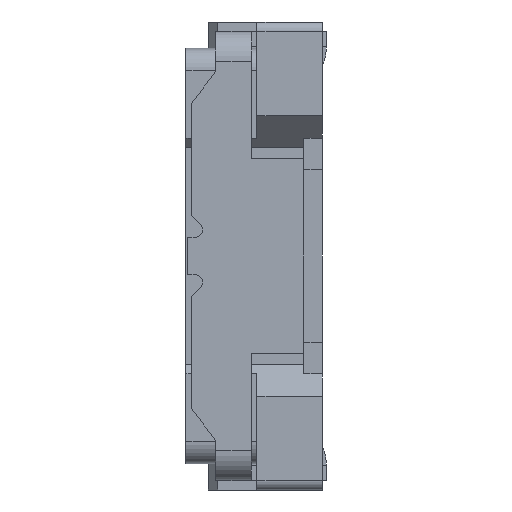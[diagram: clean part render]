
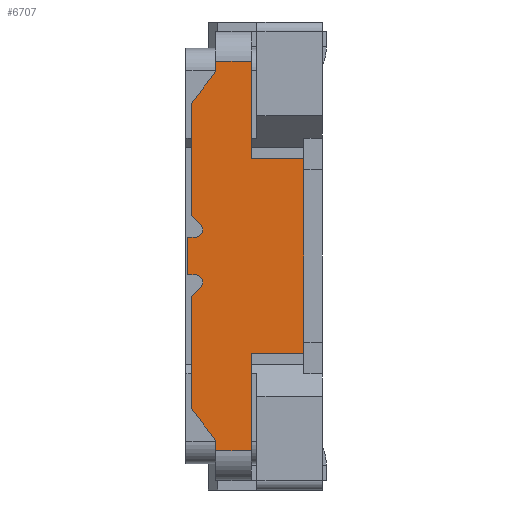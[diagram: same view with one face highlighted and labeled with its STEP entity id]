
A CAD part, left-side view. The second image highlights one B-rep face of the part: STEP entity #6707.
In plain terms, the highlighted planar face has unit normal (-1, 0, 0).
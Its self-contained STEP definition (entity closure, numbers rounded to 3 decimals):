
#374=DIRECTION('',(0.,0.,1.));
#375=VECTOR('',#374,0.52);
#376=CARTESIAN_POINT('',(-2.06,0.38,0.52));
#377=LINE('',#376,#375);
#383=DIRECTION('',(0.,0.,1.));
#384=VECTOR('',#383,0.52);
#385=CARTESIAN_POINT('',(-2.06,0.38,-1.04));
#386=LINE('',#385,#384);
#749=DIRECTION('',(0.,0.,-1.));
#750=VECTOR('',#749,1.04);
#751=CARTESIAN_POINT('',(-2.06,0.1,0.52));
#752=LINE('',#751,#750);
#765=DIRECTION('',(0.,-1.,0.));
#766=VECTOR('',#765,0.28);
#767=CARTESIAN_POINT('',(-2.06,0.38,-0.52));
#768=LINE('',#767,#766);
#769=DIRECTION('',(0.,-1.,0.));
#770=VECTOR('',#769,0.19);
#771=CARTESIAN_POINT('',(-2.06,0.57,1.04));
#772=LINE('',#771,#770);
#773=DIRECTION('',(0.,-1.,0.));
#774=VECTOR('',#773,0.28);
#775=CARTESIAN_POINT('',(-2.06,0.38,0.52));
#776=LINE('',#775,#774);
#777=DIRECTION('',(0.,-1.,0.));
#778=VECTOR('',#777,0.19);
#779=CARTESIAN_POINT('',(-2.06,0.57,-1.04));
#780=LINE('',#779,#778);
#781=DIRECTION('',(0.,0.,1.));
#782=VECTOR('',#781,0.055);
#783=CARTESIAN_POINT('',(-2.06,0.57,-1.04));
#784=LINE('',#783,#782);
#785=DIRECTION('',(0.,-0.607,-0.794));
#786=VECTOR('',#785,0.214);
#787=CARTESIAN_POINT('',(-2.06,0.7,-0.815));
#788=LINE('',#787,#786);
#789=DIRECTION('',(0.,0.,-1.));
#790=VECTOR('',#789,0.598);
#791=CARTESIAN_POINT('',(-2.06,0.7,-0.217));
#792=LINE('',#791,#790);
#793=DIRECTION('',(0.,0.707,-0.707));
#794=VECTOR('',#793,0.068);
#795=CARTESIAN_POINT('',(-2.06,0.652,-0.168));
#796=LINE('',#795,#794);
#797=CARTESIAN_POINT('',(-2.06,0.68,-0.14));
#798=DIRECTION('',(1.,0.,0.));
#799=DIRECTION('',(0.,0.,1.));
#800=AXIS2_PLACEMENT_3D('',#797,#798,#799);
#802=DIRECTION('',(0.,-1.,0.));
#803=VECTOR('',#802,0.04);
#804=CARTESIAN_POINT('',(-2.06,0.72,-0.1));
#805=LINE('',#804,#803);
#806=DIRECTION('',(0.,0.,-1.));
#807=VECTOR('',#806,0.2);
#808=CARTESIAN_POINT('',(-2.06,0.72,0.1));
#809=LINE('',#808,#807);
#810=DIRECTION('',(0.,1.,0.));
#811=VECTOR('',#810,0.04);
#812=CARTESIAN_POINT('',(-2.06,0.68,0.1));
#813=LINE('',#812,#811);
#814=CARTESIAN_POINT('',(-2.06,0.68,0.14));
#815=DIRECTION('',(1.,0.,0.));
#816=DIRECTION('',(0.,-0.707,0.707));
#817=AXIS2_PLACEMENT_3D('',#814,#815,#816);
#819=DIRECTION('',(0.,-0.707,-0.707));
#820=VECTOR('',#819,0.068);
#821=CARTESIAN_POINT('',(-2.06,0.7,0.217));
#822=LINE('',#821,#820);
#823=DIRECTION('',(0.,0.,-1.));
#824=VECTOR('',#823,0.598);
#825=CARTESIAN_POINT('',(-2.06,0.7,0.815));
#826=LINE('',#825,#824);
#827=DIRECTION('',(0.,0.607,-0.794));
#828=VECTOR('',#827,0.214);
#829=CARTESIAN_POINT('',(-2.06,0.57,0.985));
#830=LINE('',#829,#828);
#831=DIRECTION('',(0.,0.,1.));
#832=VECTOR('',#831,0.055);
#833=CARTESIAN_POINT('',(-2.06,0.57,0.985));
#834=LINE('',#833,#832);
#5520=CARTESIAN_POINT('',(-2.06,0.57,0.985));
#5521=CARTESIAN_POINT('',(-2.06,0.7,0.815));
#5522=VERTEX_POINT('',#5520);
#5523=VERTEX_POINT('',#5521);
#5524=CARTESIAN_POINT('',(-2.06,0.7,0.217));
#5525=VERTEX_POINT('',#5524);
#5526=CARTESIAN_POINT('',(-2.06,0.652,0.168));
#5527=VERTEX_POINT('',#5526);
#5528=CARTESIAN_POINT('',(-2.06,0.68,0.1));
#5529=VERTEX_POINT('',#5528);
#5530=CARTESIAN_POINT('',(-2.06,0.72,0.1));
#5531=VERTEX_POINT('',#5530);
#5532=CARTESIAN_POINT('',(-2.06,0.72,-0.1));
#5533=VERTEX_POINT('',#5532);
#5534=CARTESIAN_POINT('',(-2.06,0.68,-0.1));
#5535=VERTEX_POINT('',#5534);
#5536=CARTESIAN_POINT('',(-2.06,0.652,-0.168));
#5537=VERTEX_POINT('',#5536);
#5538=CARTESIAN_POINT('',(-2.06,0.7,-0.217));
#5539=VERTEX_POINT('',#5538);
#5540=CARTESIAN_POINT('',(-2.06,0.7,-0.815));
#5541=VERTEX_POINT('',#5540);
#5542=CARTESIAN_POINT('',(-2.06,0.57,-0.985));
#5543=VERTEX_POINT('',#5542);
#5680=CARTESIAN_POINT('',(-2.06,0.1,-0.52));
#5682=VERTEX_POINT('',#5680);
#5686=CARTESIAN_POINT('',(-2.06,0.1,0.52));
#5687=VERTEX_POINT('',#5686);
#5696=CARTESIAN_POINT('',(-2.06,0.38,-0.52));
#5698=VERTEX_POINT('',#5696);
#5700=CARTESIAN_POINT('',(-2.06,0.38,0.52));
#5702=VERTEX_POINT('',#5700);
#5781=CARTESIAN_POINT('',(-2.06,0.38,1.04));
#5783=VERTEX_POINT('',#5781);
#5784=CARTESIAN_POINT('',(-2.06,0.57,1.04));
#5785=VERTEX_POINT('',#5784);
#5788=CARTESIAN_POINT('',(-2.06,0.38,-1.04));
#5790=VERTEX_POINT('',#5788);
#5794=CARTESIAN_POINT('',(-2.06,0.57,-1.04));
#5795=VERTEX_POINT('',#5794);
#6667=CARTESIAN_POINT('',(-2.06,0.,0.));
#6668=DIRECTION('',(-1.,0.,0.));
#6669=DIRECTION('',(0.,0.,1.));
#6670=AXIS2_PLACEMENT_3D('',#6667,#6668,#6669);
#6671=PLANE('',#6670);
#6672=ORIENTED_EDGE('',*,*,#6198,.T.);
#6673=ORIENTED_EDGE('',*,*,#6227,.F.);
#6675=ORIENTED_EDGE('',*,*,#6674,.T.);
#6676=ORIENTED_EDGE('',*,*,#6632,.T.);
#6677=ORIENTED_EDGE('',*,*,#6659,.F.);
#6678=ORIENTED_EDGE('',*,*,#6239,.F.);
#6680=ORIENTED_EDGE('',*,*,#6679,.F.);
#6681=ORIENTED_EDGE('',*,*,#6138,.T.);
#6683=ORIENTED_EDGE('',*,*,#6682,.F.);
#6685=ORIENTED_EDGE('',*,*,#6684,.F.);
#6687=ORIENTED_EDGE('',*,*,#6686,.F.);
#6689=ORIENTED_EDGE('',*,*,#6688,.F.);
#6691=ORIENTED_EDGE('',*,*,#6690,.F.);
#6693=ORIENTED_EDGE('',*,*,#6692,.F.);
#6695=ORIENTED_EDGE('',*,*,#6694,.F.);
#6697=ORIENTED_EDGE('',*,*,#6696,.F.);
#6699=ORIENTED_EDGE('',*,*,#6698,.F.);
#6701=ORIENTED_EDGE('',*,*,#6700,.F.);
#6703=ORIENTED_EDGE('',*,*,#6702,.F.);
#6704=ORIENTED_EDGE('',*,*,#6104,.T.);
#6705=EDGE_LOOP('',(#6672,#6673,#6675,#6676,#6677,#6678,#6680,#6681,#6683,#6685,
#6687,#6689,#6691,#6693,#6695,#6697,#6699,#6701,#6703,#6704));
#6706=FACE_OUTER_BOUND('',#6705,.F.);
#6707=ADVANCED_FACE('',(#6706),#6671,.T.);
#801=CIRCLE('',#800,0.04);
#818=CIRCLE('',#817,0.04);
#6104=EDGE_CURVE('',#5522,#5785,#834,.T.);
#6138=EDGE_CURVE('',#5795,#5543,#784,.T.);
#6198=EDGE_CURVE('',#5785,#5783,#772,.T.);
#6227=EDGE_CURVE('',#5702,#5783,#377,.T.);
#6239=EDGE_CURVE('',#5790,#5698,#386,.T.);
#6632=EDGE_CURVE('',#5687,#5682,#752,.T.);
#6659=EDGE_CURVE('',#5698,#5682,#768,.T.);
#6674=EDGE_CURVE('',#5702,#5687,#776,.T.);
#6679=EDGE_CURVE('',#5795,#5790,#780,.T.);
#6682=EDGE_CURVE('',#5541,#5543,#788,.T.);
#6684=EDGE_CURVE('',#5539,#5541,#792,.T.);
#6686=EDGE_CURVE('',#5537,#5539,#796,.T.);
#6688=EDGE_CURVE('',#5535,#5537,#801,.T.);
#6690=EDGE_CURVE('',#5533,#5535,#805,.T.);
#6692=EDGE_CURVE('',#5531,#5533,#809,.T.);
#6694=EDGE_CURVE('',#5529,#5531,#813,.T.);
#6696=EDGE_CURVE('',#5527,#5529,#818,.T.);
#6698=EDGE_CURVE('',#5525,#5527,#822,.T.);
#6700=EDGE_CURVE('',#5523,#5525,#826,.T.);
#6702=EDGE_CURVE('',#5522,#5523,#830,.T.);
